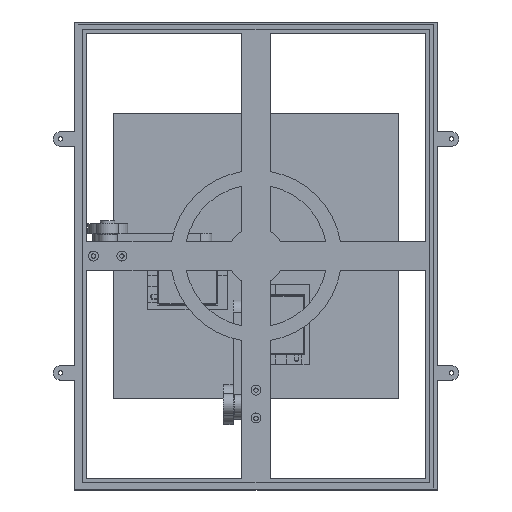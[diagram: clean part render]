
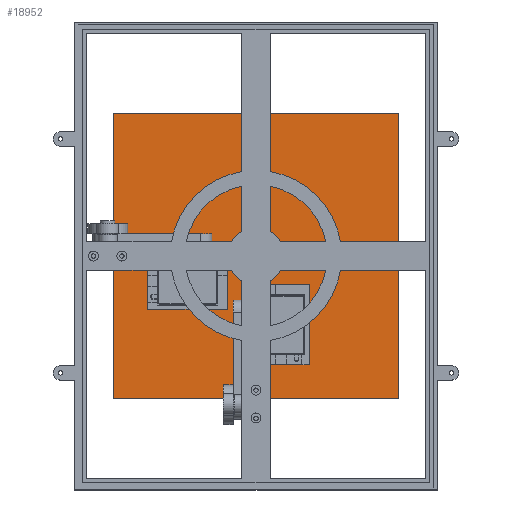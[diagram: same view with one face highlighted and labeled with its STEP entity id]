
A CAD part, top view. The second image highlights one B-rep face of the part: STEP entity #18952.
In plain terms, the highlighted planar face has unit normal (0, 0, 1).
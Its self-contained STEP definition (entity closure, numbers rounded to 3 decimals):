
#734=FACE_BOUND('',#3823,.T.);
#735=FACE_BOUND('',#3824,.T.);
#736=FACE_BOUND('',#3825,.T.);
#1313=PLANE('',#20609);
#2602=FACE_OUTER_BOUND('',#3822,.T.);
#3822=EDGE_LOOP('',(#17437,#17438,#17439,#17440));
#3823=EDGE_LOOP('',(#17441,#17442,#17443,#17444));
#3824=EDGE_LOOP('',(#17445,#17446,#17447,#17448));
#3825=EDGE_LOOP('',(#17449,#17450,#17451,#17452,#17453,#17454,#17455,#17456));
#5459=LINE('',#39218,#7204);
#5460=LINE('',#39220,#7205);
#5461=LINE('',#39222,#7206);
#5462=LINE('',#39223,#7207);
#5463=LINE('',#39226,#7208);
#5464=LINE('',#39228,#7209);
#5465=LINE('',#39230,#7210);
#5466=LINE('',#39231,#7211);
#5467=LINE('',#39234,#7212);
#5468=LINE('',#39236,#7213);
#5469=LINE('',#39238,#7214);
#5470=LINE('',#39239,#7215);
#5471=LINE('',#39242,#7216);
#5472=LINE('',#39244,#7217);
#5473=LINE('',#39246,#7218);
#5474=LINE('',#39248,#7219);
#5475=LINE('',#39250,#7220);
#5476=LINE('',#39252,#7221);
#5477=LINE('',#39254,#7222);
#5478=LINE('',#39255,#7223);
#7204=VECTOR('',#25188,10.);
#7205=VECTOR('',#25189,10.);
#7206=VECTOR('',#25190,10.);
#7207=VECTOR('',#25191,10.);
#7208=VECTOR('',#25192,10.);
#7209=VECTOR('',#25193,10.);
#7210=VECTOR('',#25194,10.);
#7211=VECTOR('',#25195,10.);
#7212=VECTOR('',#25196,10.);
#7213=VECTOR('',#25197,10.);
#7214=VECTOR('',#25198,10.);
#7215=VECTOR('',#25199,10.);
#7216=VECTOR('',#25200,10.);
#7217=VECTOR('',#25201,10.);
#7218=VECTOR('',#25202,10.);
#7219=VECTOR('',#25203,10.);
#7220=VECTOR('',#25204,10.);
#7221=VECTOR('',#25205,10.);
#7222=VECTOR('',#25206,10.);
#7223=VECTOR('',#25207,10.);
#9702=VERTEX_POINT('',#39216);
#9703=VERTEX_POINT('',#39217);
#9704=VERTEX_POINT('',#39219);
#9705=VERTEX_POINT('',#39221);
#9706=VERTEX_POINT('',#39224);
#9707=VERTEX_POINT('',#39225);
#9708=VERTEX_POINT('',#39227);
#9709=VERTEX_POINT('',#39229);
#9710=VERTEX_POINT('',#39232);
#9711=VERTEX_POINT('',#39233);
#9712=VERTEX_POINT('',#39235);
#9713=VERTEX_POINT('',#39237);
#9714=VERTEX_POINT('',#39240);
#9715=VERTEX_POINT('',#39241);
#9716=VERTEX_POINT('',#39243);
#9717=VERTEX_POINT('',#39245);
#9718=VERTEX_POINT('',#39247);
#9719=VERTEX_POINT('',#39249);
#9720=VERTEX_POINT('',#39251);
#9721=VERTEX_POINT('',#39253);
#12312=EDGE_CURVE('',#9702,#9703,#5459,.T.);
#12313=EDGE_CURVE('',#9703,#9704,#5460,.T.);
#12314=EDGE_CURVE('',#9704,#9705,#5461,.T.);
#12315=EDGE_CURVE('',#9705,#9702,#5462,.T.);
#12316=EDGE_CURVE('',#9706,#9707,#5463,.T.);
#12317=EDGE_CURVE('',#9707,#9708,#5464,.T.);
#12318=EDGE_CURVE('',#9708,#9709,#5465,.T.);
#12319=EDGE_CURVE('',#9709,#9706,#5466,.T.);
#12320=EDGE_CURVE('',#9710,#9711,#5467,.T.);
#12321=EDGE_CURVE('',#9711,#9712,#5468,.T.);
#12322=EDGE_CURVE('',#9712,#9713,#5469,.T.);
#12323=EDGE_CURVE('',#9713,#9710,#5470,.T.);
#12324=EDGE_CURVE('',#9714,#9715,#5471,.T.);
#12325=EDGE_CURVE('',#9715,#9716,#5472,.T.);
#12326=EDGE_CURVE('',#9716,#9717,#5473,.T.);
#12327=EDGE_CURVE('',#9717,#9718,#5474,.T.);
#12328=EDGE_CURVE('',#9718,#9719,#5475,.T.);
#12329=EDGE_CURVE('',#9719,#9720,#5476,.T.);
#12330=EDGE_CURVE('',#9720,#9721,#5477,.T.);
#12331=EDGE_CURVE('',#9721,#9714,#5478,.T.);
#17437=ORIENTED_EDGE('',*,*,#12312,.T.);
#17438=ORIENTED_EDGE('',*,*,#12313,.T.);
#17439=ORIENTED_EDGE('',*,*,#12314,.T.);
#17440=ORIENTED_EDGE('',*,*,#12315,.T.);
#17441=ORIENTED_EDGE('',*,*,#12316,.T.);
#17442=ORIENTED_EDGE('',*,*,#12317,.T.);
#17443=ORIENTED_EDGE('',*,*,#12318,.T.);
#17444=ORIENTED_EDGE('',*,*,#12319,.T.);
#17445=ORIENTED_EDGE('',*,*,#12320,.T.);
#17446=ORIENTED_EDGE('',*,*,#12321,.T.);
#17447=ORIENTED_EDGE('',*,*,#12322,.T.);
#17448=ORIENTED_EDGE('',*,*,#12323,.T.);
#17449=ORIENTED_EDGE('',*,*,#12324,.T.);
#17450=ORIENTED_EDGE('',*,*,#12325,.T.);
#17451=ORIENTED_EDGE('',*,*,#12326,.T.);
#17452=ORIENTED_EDGE('',*,*,#12327,.T.);
#17453=ORIENTED_EDGE('',*,*,#12328,.T.);
#17454=ORIENTED_EDGE('',*,*,#12329,.T.);
#17455=ORIENTED_EDGE('',*,*,#12330,.T.);
#17456=ORIENTED_EDGE('',*,*,#12331,.T.);
#18952=ADVANCED_FACE('',(#2602,#734,#735,#736),#1313,.F.);
#20609=AXIS2_PLACEMENT_3D('',#39215,#25186,#25187);
#25186=DIRECTION('center_axis',(0.,0.,-1.));
#25187=DIRECTION('ref_axis',(1.,0.,0.));
#25188=DIRECTION('',(1.,0.,0.));
#25189=DIRECTION('',(0.,1.,0.));
#25190=DIRECTION('',(-1.,0.,0.));
#25191=DIRECTION('',(0.,-1.,0.));
#25192=DIRECTION('',(0.,1.,0.));
#25193=DIRECTION('',(1.,0.,0.));
#25194=DIRECTION('',(0.,-1.,0.));
#25195=DIRECTION('',(-1.,0.,0.));
#25196=DIRECTION('',(1.,0.,0.));
#25197=DIRECTION('',(0.,-1.,0.));
#25198=DIRECTION('',(-1.,0.,0.));
#25199=DIRECTION('',(0.,1.,0.));
#25200=DIRECTION('',(0.004,-1.,0.));
#25201=DIRECTION('',(-0.704,-0.71,0.));
#25202=DIRECTION('',(-1.,-0.004,0.));
#25203=DIRECTION('',(-0.71,0.704,0.));
#25204=DIRECTION('',(-0.004,1.,0.));
#25205=DIRECTION('',(0.704,0.71,0.));
#25206=DIRECTION('',(1.,0.004,0.));
#25207=DIRECTION('',(0.71,-0.704,0.));
#39215=CARTESIAN_POINT('Origin',(0.,0.,
-113.));
#39216=CARTESIAN_POINT('',(-100.,-100.,-113.));
#39217=CARTESIAN_POINT('',(100.,-100.,-113.));
#39218=CARTESIAN_POINT('',(-100.,-100.,-113.));
#39219=CARTESIAN_POINT('',(100.,100.,-113.));
#39220=CARTESIAN_POINT('',(100.,-100.,-113.));
#39221=CARTESIAN_POINT('',(-100.,100.,-113.));
#39222=CARTESIAN_POINT('',(100.,100.,-113.));
#39223=CARTESIAN_POINT('',(-100.,100.,-113.));
#39224=CARTESIAN_POINT('',(-3.22,-76.,-113.));
#39225=CARTESIAN_POINT('',(-3.22,-20.,-113.));
#39226=CARTESIAN_POINT('',(-3.22,-68.,-113.));
#39227=CARTESIAN_POINT('',(37.21,-20.,-113.));
#39228=CARTESIAN_POINT('',(37.21,-20.,-113.));
#39229=CARTESIAN_POINT('',(37.21,-76.,-113.));
#39230=CARTESIAN_POINT('',(37.21,-76.,-113.));
#39231=CARTESIAN_POINT('',(-3.22,-76.,-113.));
#39232=CARTESIAN_POINT('',(-76.,3.22,-113.));
#39233=CARTESIAN_POINT('',(-20.,3.22,-113.));
#39234=CARTESIAN_POINT('',(-68.,3.22,-113.));
#39235=CARTESIAN_POINT('',(-20.,-37.21,-113.));
#39236=CARTESIAN_POINT('',(-20.,-37.21,-113.));
#39237=CARTESIAN_POINT('',(-76.,-37.21,-113.));
#39238=CARTESIAN_POINT('',(-76.,-37.21,-113.));
#39239=CARTESIAN_POINT('',(-76.,3.22,-113.));
#39240=CARTESIAN_POINT('',(11.623,4.865,-113.));
#39241=CARTESIAN_POINT('',(11.659,-4.778,-113.));
#39242=CARTESIAN_POINT('',(11.623,4.865,-113.));
#39243=CARTESIAN_POINT('',(4.865,-11.623,-113.));
#39244=CARTESIAN_POINT('',(11.659,-4.778,-113.));
#39245=CARTESIAN_POINT('',(-4.778,-11.659,-113.));
#39246=CARTESIAN_POINT('',(4.865,-11.623,-113.));
#39247=CARTESIAN_POINT('',(-11.623,-4.865,-113.));
#39248=CARTESIAN_POINT('',(-4.778,-11.659,-113.));
#39249=CARTESIAN_POINT('',(-11.659,4.778,-113.));
#39250=CARTESIAN_POINT('',(-11.623,-4.865,-113.));
#39251=CARTESIAN_POINT('',(-4.865,11.623,-113.));
#39252=CARTESIAN_POINT('',(-11.659,4.778,-113.));
#39253=CARTESIAN_POINT('',(4.778,11.659,-113.));
#39254=CARTESIAN_POINT('',(-4.865,11.623,-113.));
#39255=CARTESIAN_POINT('',(4.778,11.659,-113.));
